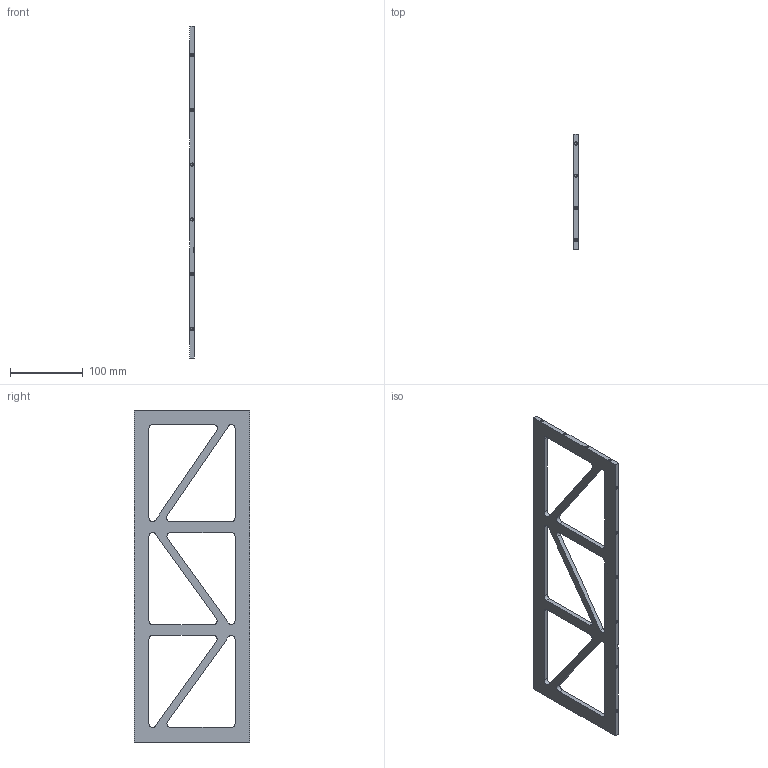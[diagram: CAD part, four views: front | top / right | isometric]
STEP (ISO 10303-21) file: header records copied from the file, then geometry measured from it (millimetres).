
FILE_DESCRIPTION(('STEP AP242'), '1');
FILE_NAME('ÅÐÂË.741126.001_Ñòåíêà êàðêàñà ', '', ('UNSPECIFIED'), ('UNSPECIFIED'), 'C3D Converter', 'C3D Toolkit', '');
FILE_SCHEMA(('AP242_MANAGED_MODEL_BASED_3D_ENGINEERING_MIM_LF { 1 0 10303 442 1 1 4 }'));
Length unit declared in the file: millimetre
Products named in the file (1): ЕРВЛ.741126.001_Стенка каркаса 
Bounding box: 6 x 158 x 455 mm (x, y, z)
Volume: 185462.4 mm3; surface area: 86684.8 mm2
Topology: 1 solids, 1 shells, 103 faces, 272 edges, 170 vertices
Faces by surface type: cylinder 40, cone 34, plane 29
Full cylindrical faces by diameter (mm): 3.3 x20
Entity records: 7037 total; most frequent: CARTESIAN_POINT 3988, DIRECTION 434, ORIENTED_EDGE 396, EDGE_CURVE 198, EDGE_LOOP 168, AXIS2_PLACEMENT_3D 166, VERTEX_POINT 150, COLOUR_RGB 104
